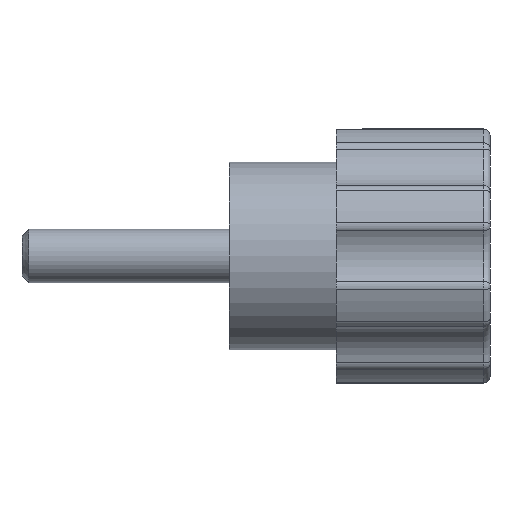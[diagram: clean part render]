
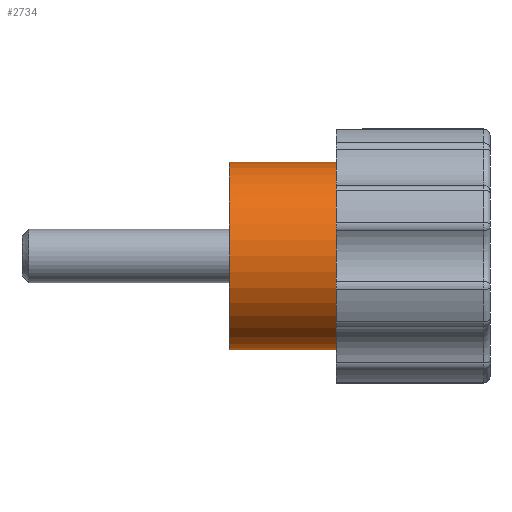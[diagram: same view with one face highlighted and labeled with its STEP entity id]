
A CAD part, left-side view. The second image highlights one B-rep face of the part: STEP entity #2734.
In plain terms, the highlighted cylindrical face has radius 7 mm (diameter 14 mm), a partial arc.
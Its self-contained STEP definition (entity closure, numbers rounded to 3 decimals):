
#40 = VERTEX_POINT ( 'NONE', #1208 ) ;
#192 = AXIS2_PLACEMENT_3D ( 'NONE', #474, #1337, #1391 ) ;
#251 = CIRCLE ( 'NONE', #192, 7. ) ;
#273 = LINE ( 'NONE', #2001, #1081 ) ;
#412 = DIRECTION ( 'NONE',  ( 0., 0., -1. ) ) ;
#474 = CARTESIAN_POINT ( 'NONE',  ( 0., 5.75, 0. ) ) ;
#588 = AXIS2_PLACEMENT_3D ( 'NONE', #3691, #868, #2843 ) ;
#589 = ORIENTED_EDGE ( 'NONE', *, *, #1903, .F. ) ;
#716 = CARTESIAN_POINT ( 'NONE',  ( 0., 13.75, 7. ) ) ;
#801 = DIRECTION ( 'NONE',  ( 0., -1., 0. ) ) ;
#868 = DIRECTION ( 'NONE',  ( 0., 1., 0. ) ) ;
#951 = CYLINDRICAL_SURFACE ( 'NONE', #1512, 7. ) ;
#1081 = VECTOR ( 'NONE', #801, 1000. ) ;
#1208 = CARTESIAN_POINT ( 'NONE',  ( 0., 13.75, 7. ) ) ;
#1234 = CARTESIAN_POINT ( 'NONE',  ( 0., 13.75, -7. ) ) ;
#1263 = CARTESIAN_POINT ( 'NONE',  ( 0., 5.75, -7. ) ) ;
#1293 = VECTOR ( 'NONE', #2216, 1000. ) ;
#1337 = DIRECTION ( 'NONE',  ( 0., 1., 0. ) ) ;
#1391 = DIRECTION ( 'NONE',  ( 0., 0., 1. ) ) ;
#1512 = AXIS2_PLACEMENT_3D ( 'NONE', #2467, #1542, #412 ) ;
#1542 = DIRECTION ( 'NONE',  ( 0., -1., 0. ) ) ;
#1581 = LINE ( 'NONE', #716, #1293 ) ;
#1683 = CIRCLE ( 'NONE', #588, 7. ) ;
#1849 = CARTESIAN_POINT ( 'NONE',  ( 0., 5.75, 7. ) ) ;
#1903 = EDGE_CURVE ( 'NONE', #2073, #40, #1683, .T. ) ;
#2001 = CARTESIAN_POINT ( 'NONE',  ( 0., 13.75, -7. ) ) ;
#2073 = VERTEX_POINT ( 'NONE', #1234 ) ;
#2216 = DIRECTION ( 'NONE',  ( 0., -1., 0. ) ) ;
#2285 = VERTEX_POINT ( 'NONE', #1849 ) ;
#2324 = EDGE_CURVE ( 'NONE', #2073, #3511, #273, .T. ) ;
#2407 = FACE_OUTER_BOUND ( 'NONE', #2532, .T. ) ;
#2467 = CARTESIAN_POINT ( 'NONE',  ( 0., 13.75, 0. ) ) ;
#2489 = ORIENTED_EDGE ( 'NONE', *, *, #2837, .T. ) ;
#2532 = EDGE_LOOP ( 'NONE', ( #2943, #589, #2602, #2489 ) ) ;
#2602 = ORIENTED_EDGE ( 'NONE', *, *, #2324, .T. ) ;
#2734 = ADVANCED_FACE ( 'NONE', ( #2407 ), #951, .T. ) ;
#2837 = EDGE_CURVE ( 'NONE', #3511, #2285, #251, .T. ) ;
#2843 = DIRECTION ( 'NONE',  ( 0., 0., 1. ) ) ;
#2943 = ORIENTED_EDGE ( 'NONE', *, *, #3242, .F. ) ;
#3242 = EDGE_CURVE ( 'NONE', #40, #2285, #1581, .T. ) ;
#3511 = VERTEX_POINT ( 'NONE', #1263 ) ;
#3691 = CARTESIAN_POINT ( 'NONE',  ( 0., 13.75, 0. ) ) ;
